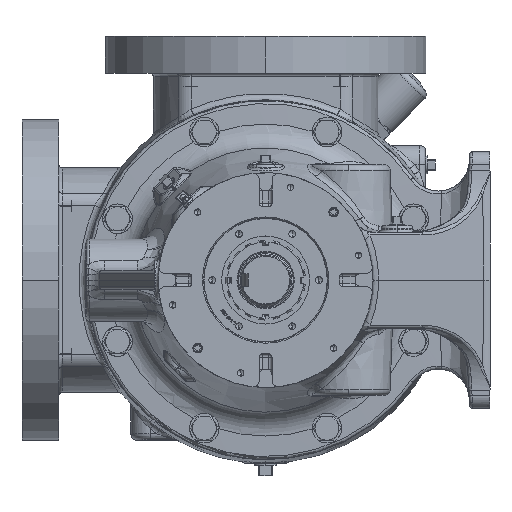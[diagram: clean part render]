
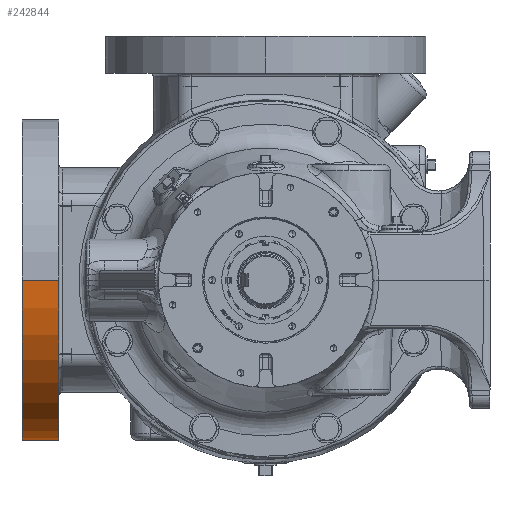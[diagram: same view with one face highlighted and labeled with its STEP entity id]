
A CAD part, left-side view. The second image highlights one B-rep face of the part: STEP entity #242844.
In plain terms, the highlighted cylindrical face has radius 158.75 mm (diameter 317.5 mm), a partial arc.
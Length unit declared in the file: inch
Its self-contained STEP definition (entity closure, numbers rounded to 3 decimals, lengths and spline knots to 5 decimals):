
#448 = VERTEX_POINT ( 'NONE', #281908 ) ;
#6495 = VERTEX_POINT ( 'NONE', #234862 ) ;
#20136 = ORIENTED_EDGE ( 'NONE', *, *, #218996, .T. ) ;
#25818 = CARTESIAN_POINT ( 'NONE',  ( 4.14, 8.06, 0. ) ) ;
#36363 = ORIENTED_EDGE ( 'NONE', *, *, #191072, .F. ) ;
#52887 = DIRECTION ( 'NONE',  ( -1., 0., 0. ) ) ;
#56059 = DIRECTION ( 'NONE',  ( -1., 0., 0. ) ) ;
#58003 = VERTEX_POINT ( 'NONE', #213278 ) ;
#67146 = LINE ( 'NONE', #306003, #141886 ) ;
#79074 = CYLINDRICAL_SURFACE ( 'NONE', #101019, 6.25 ) ;
#80970 = ORIENTED_EDGE ( 'NONE', *, *, #221845, .T. ) ;
#85666 = CARTESIAN_POINT ( 'NONE',  ( 4.14, 9.5, 0. ) ) ;
#100558 = LINE ( 'NONE', #180799, #171718 ) ;
#101019 = AXIS2_PLACEMENT_3D ( 'NONE', #160934, #185417, #52887 ) ;
#120478 = CIRCLE ( 'NONE', #315447, 6.25 ) ;
#133058 = ORIENTED_EDGE ( 'NONE', *, *, #139343, .F. ) ;
#139343 = EDGE_CURVE ( 'NONE', #448, #58003, #100558, .T. ) ;
#140638 = VERTEX_POINT ( 'NONE', #228463 ) ;
#141886 = VECTOR ( 'NONE', #271672, 39.37008 ) ;
#160934 = CARTESIAN_POINT ( 'NONE',  ( 4.14, 4.87954, 0. ) ) ;
#171718 = VECTOR ( 'NONE', #177327, 39.37008 ) ;
#177327 = DIRECTION ( 'NONE',  ( 0., -1., 0. ) ) ;
#180799 = CARTESIAN_POINT ( 'NONE',  ( -2.11, 4.87954, 0. ) ) ;
#185417 = DIRECTION ( 'NONE',  ( 0., -1., 0. ) ) ;
#191072 = EDGE_CURVE ( 'NONE', #58003, #6495, #217027, .T. ) ;
#213278 = CARTESIAN_POINT ( 'NONE',  ( -2.11, 8.06, 0. ) ) ;
#217027 = CIRCLE ( 'NONE', #283802, 6.25 ) ;
#218041 = DIRECTION ( 'NONE',  ( 0., -1., 0. ) ) ;
#218996 = EDGE_CURVE ( 'NONE', #140638, #6495, #67146, .T. ) ;
#221845 = EDGE_CURVE ( 'NONE', #448, #140638, #120478, .T. ) ;
#228463 = CARTESIAN_POINT ( 'NONE',  ( 10.39, 9.5, 0. ) ) ;
#234862 = CARTESIAN_POINT ( 'NONE',  ( 10.39, 8.06, 0. ) ) ;
#242844 = ADVANCED_FACE ( 'NONE', ( #312778 ), #79074, .T. ) ;
#271672 = DIRECTION ( 'NONE',  ( 0., -1., 0. ) ) ;
#281908 = CARTESIAN_POINT ( 'NONE',  ( -2.11, 9.5, 0. ) ) ;
#283802 = AXIS2_PLACEMENT_3D ( 'NONE', #25818, #343203, #289197 ) ;
#289197 = DIRECTION ( 'NONE',  ( -1., 0., 0. ) ) ;
#306003 = CARTESIAN_POINT ( 'NONE',  ( 10.39, 4.87954, 0. ) ) ;
#312778 = FACE_OUTER_BOUND ( 'NONE', #323692, .T. ) ;
#315447 = AXIS2_PLACEMENT_3D ( 'NONE', #85666, #218041, #56059 ) ;
#323692 = EDGE_LOOP ( 'NONE', ( #80970, #20136, #36363, #133058 ) ) ;
#343203 = DIRECTION ( 'NONE',  ( 0., -1., 0. ) ) ;
